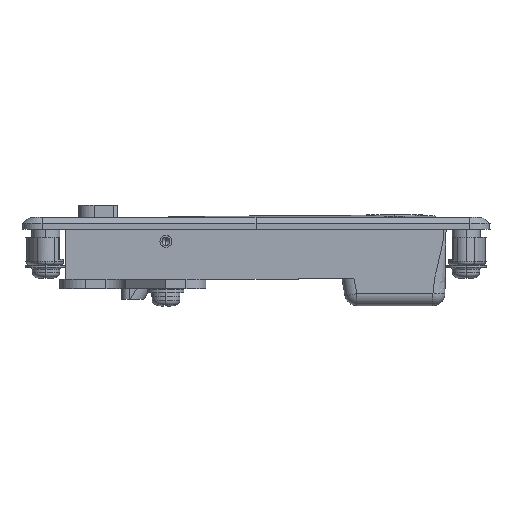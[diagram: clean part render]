
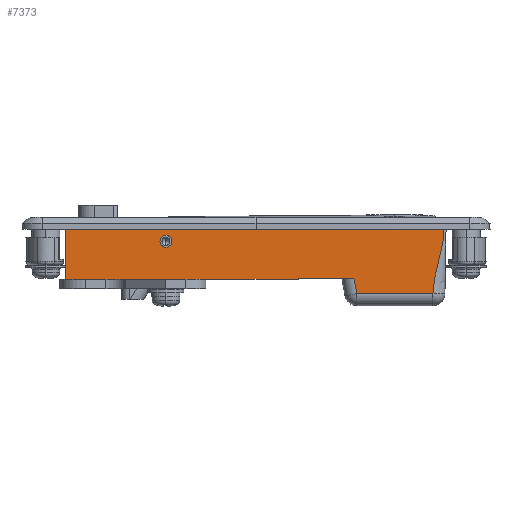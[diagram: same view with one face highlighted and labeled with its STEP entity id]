
A CAD part, left-side view. The second image highlights one B-rep face of the part: STEP entity #7373.
In plain terms, the highlighted planar face has unit normal (-1, 0, 0).
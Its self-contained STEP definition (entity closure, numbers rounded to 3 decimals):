
#28 = CARTESIAN_POINT ( 'NONE',  ( -11.5, -66.719, -16.1 ) ) ;
#518 = VERTEX_POINT ( 'NONE', #4483 ) ;
#613 = CIRCLE ( 'NONE', #1987, 1.5 ) ;
#692 = DIRECTION ( 'NONE',  ( 0., 0., 1. ) ) ;
#710 = AXIS2_PLACEMENT_3D ( 'NONE', #15828, #14572, #692 ) ;
#998 = LINE ( 'NONE', #7162, #14689 ) ;
#1052 = ORIENTED_EDGE ( 'NONE', *, *, #12571, .F. ) ;
#1097 = CARTESIAN_POINT ( 'NONE',  ( -11.5, -66.719, -16.1 ) ) ;
#1645 = CARTESIAN_POINT ( 'NONE',  ( -11.5, 25., 0. ) ) ;
#1927 = VECTOR ( 'NONE', #11247, 1000. ) ;
#1987 = AXIS2_PLACEMENT_3D ( 'NONE', #6088, #10958, #13546 ) ;
#2071 = CARTESIAN_POINT ( 'NONE',  ( -11.5, 25., 0. ) ) ;
#2113 = B_SPLINE_CURVE_WITH_KNOTS ( 'NONE', 3,
 ( #1097, #3680, #13715, #6147 ),
 .UNSPECIFIED., .F., .F.,
 ( 4, 4 ),
 ( 0., 0.333 ),
 .UNSPECIFIED. ) ;
#2260 = VERTEX_POINT ( 'NONE', #13901 ) ;
#2500 = CARTESIAN_POINT ( 'NONE',  ( -11.5, 25., -12.2 ) ) ;
#2893 = VERTEX_POINT ( 'NONE', #1645 ) ;
#3107 = ORIENTED_EDGE ( 'NONE', *, *, #3209, .T. ) ;
#3209 = EDGE_CURVE ( 'NONE', #2260, #3922, #2113, .T. ) ;
#3268 = EDGE_CURVE ( 'NONE', #8188, #14971, #15042, .T. ) ;
#3680 = CARTESIAN_POINT ( 'NONE',  ( -11.5, -66.812, -10.719 ) ) ;
#3922 = VERTEX_POINT ( 'NONE', #14901 ) ;
#4398 = CARTESIAN_POINT ( 'NONE',  ( -11.5, 25., -12.5 ) ) ;
#4428 = DIRECTION ( 'NONE',  ( -1., 0., 0. ) ) ;
#4483 = CARTESIAN_POINT ( 'NONE',  ( -11.5, 0., -1.5 ) ) ;
#4647 = EDGE_CURVE ( 'NONE', #14971, #14284, #11081, .T. ) ;
#4713 = CARTESIAN_POINT ( 'NONE',  ( -11.5, -33., -12.5 ) ) ;
#5115 = ORIENTED_EDGE ( 'NONE', *, *, #3268, .F. ) ;
#5311 = DIRECTION ( 'NONE',  ( 0., -0.174, -0.985 ) ) ;
#5563 = FACE_OUTER_BOUND ( 'NONE', #10012, .T. ) ;
#5673 = DIRECTION ( 'NONE',  ( 0., -1., 0. ) ) ;
#6074 = CARTESIAN_POINT ( 'NONE',  ( -11.5, 25., -12.5 ) ) ;
#6088 = CARTESIAN_POINT ( 'NONE',  ( -11.5, 0., -3. ) ) ;
#6147 = CARTESIAN_POINT ( 'NONE',  ( -11.5, -69.5, 0. ) ) ;
#6250 = ORIENTED_EDGE ( 'NONE', *, *, #10522, .F. ) ;
#6707 = DIRECTION ( 'NONE',  ( 0., 1., 0. ) ) ;
#6763 = ORIENTED_EDGE ( 'NONE', *, *, #11822, .T. ) ;
#7111 = DIRECTION ( 'NONE',  ( 0., 0., 1. ) ) ;
#7162 = CARTESIAN_POINT ( 'NONE',  ( -11.5, 25., 0. ) ) ;
#7373 = ADVANCED_FACE ( 'NONE', ( #14387, #5563 ), #15728, .T. ) ;
#7680 = EDGE_LOOP ( 'NONE', ( #11099, #6250 ) ) ;
#7683 = EDGE_CURVE ( 'NONE', #9079, #2260, #10067, .T. ) ;
#8188 = VERTEX_POINT ( 'NONE', #12721 ) ;
#8424 = LINE ( 'NONE', #2071, #14705 ) ;
#9079 = VERTEX_POINT ( 'NONE', #14370 ) ;
#9161 = LINE ( 'NONE', #4398, #12894 ) ;
#9469 = CARTESIAN_POINT ( 'NONE',  ( -11.5, 0., -3. ) ) ;
#9679 = AXIS2_PLACEMENT_3D ( 'NONE', #9469, #4428, #14312 ) ;
#9768 = VECTOR ( 'NONE', #5311, 1000. ) ;
#9773 = EDGE_CURVE ( 'NONE', #2893, #3922, #8424, .T. ) ;
#9786 = CARTESIAN_POINT ( 'NONE',  ( -11.5, -33., -12.2 ) ) ;
#10012 = EDGE_LOOP ( 'NONE', ( #5115, #6763, #12131, #3107, #11516, #12147, #1052, #14413 ) ) ;
#10067 = LINE ( 'NONE', #28, #12219 ) ;
#10522 = EDGE_CURVE ( 'NONE', #518, #13590, #613, .T. ) ;
#10690 = VECTOR ( 'NONE', #15967, 1000. ) ;
#10958 = DIRECTION ( 'NONE',  ( -1., 0., 0. ) ) ;
#11081 = LINE ( 'NONE', #4713, #10690 ) ;
#11099 = ORIENTED_EDGE ( 'NONE', *, *, #13254, .F. ) ;
#11154 = DIRECTION ( 'NONE',  ( 0., -1., 0. ) ) ;
#11247 = DIRECTION ( 'NONE',  ( 0., 1., 0. ) ) ;
#11363 = EDGE_CURVE ( 'NONE', #11474, #2893, #998, .T. ) ;
#11474 = VERTEX_POINT ( 'NONE', #6074 ) ;
#11516 = ORIENTED_EDGE ( 'NONE', *, *, #9773, .F. ) ;
#11822 = EDGE_CURVE ( 'NONE', #8188, #9079, #12526, .T. ) ;
#12131 = ORIENTED_EDGE ( 'NONE', *, *, #7683, .T. ) ;
#12147 = ORIENTED_EDGE ( 'NONE', *, *, #11363, .F. ) ;
#12219 = VECTOR ( 'NONE', #11154, 1000. ) ;
#12526 = LINE ( 'NONE', #15166, #9768 ) ;
#12571 = EDGE_CURVE ( 'NONE', #14284, #11474, #9161, .T. ) ;
#12721 = CARTESIAN_POINT ( 'NONE',  ( -11.5, -46.993, -12.2 ) ) ;
#12894 = VECTOR ( 'NONE', #6707, 1000. ) ;
#13254 = EDGE_CURVE ( 'NONE', #13590, #518, #13264, .T. ) ;
#13264 = CIRCLE ( 'NONE', #9679, 1.5 ) ;
#13546 = DIRECTION ( 'NONE',  ( 0., 0., 1. ) ) ;
#13590 = VERTEX_POINT ( 'NONE', #15367 ) ;
#13715 = CARTESIAN_POINT ( 'NONE',  ( -11.5, -69.403, -5.381 ) ) ;
#13901 = CARTESIAN_POINT ( 'NONE',  ( -11.5, -66.719, -16.1 ) ) ;
#14092 = CARTESIAN_POINT ( 'NONE',  ( -11.5, -33., -12.5 ) ) ;
#14284 = VERTEX_POINT ( 'NONE', #14092 ) ;
#14312 = DIRECTION ( 'NONE',  ( 0., 0., 1. ) ) ;
#14370 = CARTESIAN_POINT ( 'NONE',  ( -11.5, -47.681, -16.1 ) ) ;
#14387 = FACE_BOUND ( 'NONE', #7680, .T. ) ;
#14413 = ORIENTED_EDGE ( 'NONE', *, *, #4647, .F. ) ;
#14572 = DIRECTION ( 'NONE',  ( -1., 0., 0. ) ) ;
#14689 = VECTOR ( 'NONE', #7111, 1000. ) ;
#14705 = VECTOR ( 'NONE', #5673, 1000. ) ;
#14901 = CARTESIAN_POINT ( 'NONE',  ( -11.5, -69.5, 0. ) ) ;
#14971 = VERTEX_POINT ( 'NONE', #9786 ) ;
#15042 = LINE ( 'NONE', #2500, #1927 ) ;
#15166 = CARTESIAN_POINT ( 'NONE',  ( -11.5, -47.681, -16.1 ) ) ;
#15367 = CARTESIAN_POINT ( 'NONE',  ( -11.5, 0., -4.5 ) ) ;
#15728 = PLANE ( 'NONE',  #710 ) ;
#15828 = CARTESIAN_POINT ( 'NONE',  ( -11.5, 25., -12.5 ) ) ;
#15967 = DIRECTION ( 'NONE',  ( 0., 0., -1. ) ) ;
